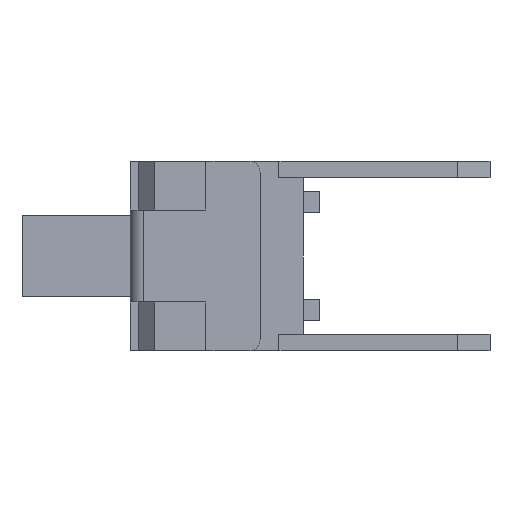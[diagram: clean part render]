
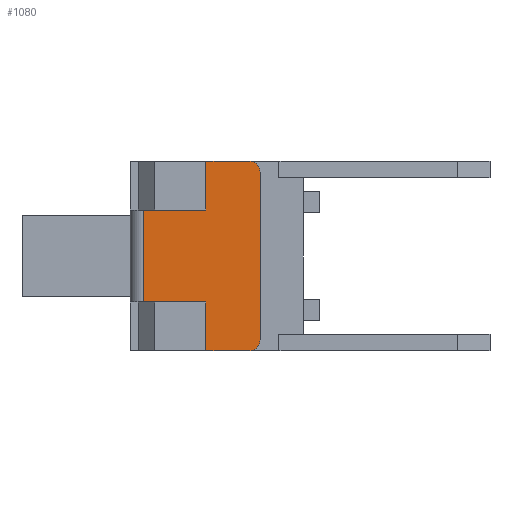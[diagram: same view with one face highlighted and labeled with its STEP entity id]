
A CAD part, left-side view. The second image highlights one B-rep face of the part: STEP entity #1080.
In plain terms, the highlighted planar face has unit normal (-1, 0, 0).
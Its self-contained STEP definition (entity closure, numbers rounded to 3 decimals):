
#23 = VERTEX_POINT ( 'NONE', #3281 ) ;
#58 = EDGE_CURVE ( 'NONE', #2745, #4799, #906, .T. ) ;
#79 = VERTEX_POINT ( 'NONE', #406 ) ;
#125 = EDGE_CURVE ( 'NONE', #4259, #4221, #941, .T. ) ;
#229 = ORIENTED_EDGE ( 'NONE', *, *, #3334, .T. ) ;
#230 = CARTESIAN_POINT ( 'NONE',  ( -4.55, 2.1, -1.75 ) ) ;
#236 = LINE ( 'NONE', #2985, #1952 ) ;
#288 = LINE ( 'NONE', #1336, #420 ) ;
#406 = CARTESIAN_POINT ( 'NONE',  ( -4.55, 1.1, 1.55 ) ) ;
#420 = VECTOR ( 'NONE', #5279, 1000. ) ;
#436 = DIRECTION ( 'NONE',  ( 1., 0., 0. ) ) ;
#458 = EDGE_CURVE ( 'NONE', #4221, #1697, #1354, .T. ) ;
#482 = DIRECTION ( 'NONE',  ( 0., 0., -1. ) ) ;
#508 = CARTESIAN_POINT ( 'NONE',  ( -4.55, 2.1, -0.85 ) ) ;
#540 = AXIS2_PLACEMENT_3D ( 'NONE', #3751, #436, #5025 ) ;
#543 = DIRECTION ( 'NONE',  ( 0., 0., -1. ) ) ;
#606 = CARTESIAN_POINT ( 'NONE',  ( -4.55, 1.3, 1.75 ) ) ;
#653 = ORIENTED_EDGE ( 'NONE', *, *, #458, .T. ) ;
#857 = LINE ( 'NONE', #3744, #1018 ) ;
#882 = AXIS2_PLACEMENT_3D ( 'NONE', #2079, #979, #482 ) ;
#900 = PLANE ( 'NONE',  #540 ) ;
#906 = LINE ( 'NONE', #4454, #2668 ) ;
#941 = LINE ( 'NONE', #230, #4564 ) ;
#979 = DIRECTION ( 'NONE',  ( -1., 0., 0. ) ) ;
#1018 = VECTOR ( 'NONE', #543, 1000. ) ;
#1029 = VERTEX_POINT ( 'NONE', #2047 ) ;
#1080 = ADVANCED_FACE ( 'NONE', ( #5159 ), #900, .F. ) ;
#1092 = EDGE_CURVE ( 'NONE', #1420, #3998, #3411, .T. ) ;
#1336 = CARTESIAN_POINT ( 'NONE',  ( -4.55, 2.1, 1.75 ) ) ;
#1352 = ORIENTED_EDGE ( 'NONE', *, *, #1721, .F. ) ;
#1354 = CIRCLE ( 'NONE', #882, 0.2 ) ;
#1420 = VERTEX_POINT ( 'NONE', #606 ) ;
#1422 = CIRCLE ( 'NONE', #1683, 0.2 ) ;
#1618 = CARTESIAN_POINT ( 'NONE',  ( -4.55, 1.1, -1.55 ) ) ;
#1683 = AXIS2_PLACEMENT_3D ( 'NONE', #3093, #3502, #2193 ) ;
#1697 = VERTEX_POINT ( 'NONE', #1618 ) ;
#1721 = EDGE_CURVE ( 'NONE', #1029, #23, #236, .T. ) ;
#1952 = VECTOR ( 'NONE', #4149, 1000. ) ;
#2047 = CARTESIAN_POINT ( 'NONE',  ( -4.55, 3.25, 0.85 ) ) ;
#2072 = EDGE_CURVE ( 'NONE', #79, #1420, #1422, .T. ) ;
#2079 = CARTESIAN_POINT ( 'NONE',  ( -4.55, 1.3, -1.55 ) ) ;
#2139 = ORIENTED_EDGE ( 'NONE', *, *, #58, .T. ) ;
#2193 = DIRECTION ( 'NONE',  ( 0., 0., -1. ) ) ;
#2514 = ORIENTED_EDGE ( 'NONE', *, *, #4041, .T. ) ;
#2534 = DIRECTION ( 'NONE',  ( 0., 1., 0. ) ) ;
#2629 = VECTOR ( 'NONE', #5275, 1000. ) ;
#2668 = VECTOR ( 'NONE', #2861, 1000. ) ;
#2745 = VERTEX_POINT ( 'NONE', #5158 ) ;
#2823 = EDGE_CURVE ( 'NONE', #1697, #79, #5264, .T. ) ;
#2861 = DIRECTION ( 'NONE',  ( 0., -1., 0. ) ) ;
#2954 = ORIENTED_EDGE ( 'NONE', *, *, #4040, .T. ) ;
#2985 = CARTESIAN_POINT ( 'NONE',  ( -4.55, 3.5, 0.85 ) ) ;
#3042 = CARTESIAN_POINT ( 'NONE',  ( -4.55, 2.1, -0.85 ) ) ;
#3078 = CARTESIAN_POINT ( 'NONE',  ( -4.55, 1.3, -1.75 ) ) ;
#3093 = CARTESIAN_POINT ( 'NONE',  ( -4.55, 1.3, 1.55 ) ) ;
#3281 = CARTESIAN_POINT ( 'NONE',  ( -4.55, 2.1, 0.85 ) ) ;
#3334 = EDGE_CURVE ( 'NONE', #3998, #23, #288, .T. ) ;
#3342 = CARTESIAN_POINT ( 'NONE',  ( -4.55, 1.1, 1.75 ) ) ;
#3387 = VECTOR ( 'NONE', #2534, 1000. ) ;
#3411 = LINE ( 'NONE', #3342, #3387 ) ;
#3433 = ORIENTED_EDGE ( 'NONE', *, *, #125, .T. ) ;
#3441 = CARTESIAN_POINT ( 'NONE',  ( -4.55, 2.1, 1.75 ) ) ;
#3488 = VECTOR ( 'NONE', #3910, 1000. ) ;
#3489 = CARTESIAN_POINT ( 'NONE',  ( -4.55, 2.1, -1.75 ) ) ;
#3502 = DIRECTION ( 'NONE',  ( -1., 0., 0. ) ) ;
#3744 = CARTESIAN_POINT ( 'NONE',  ( -4.55, 3.25, 0.85 ) ) ;
#3751 = CARTESIAN_POINT ( 'NONE',  ( -4.55, 3.5, 0.85 ) ) ;
#3908 = ORIENTED_EDGE ( 'NONE', *, *, #1092, .T. ) ;
#3910 = DIRECTION ( 'NONE',  ( 0., 0., 1. ) ) ;
#3998 = VERTEX_POINT ( 'NONE', #3441 ) ;
#4040 = EDGE_CURVE ( 'NONE', #4799, #4259, #4370, .T. ) ;
#4041 = EDGE_CURVE ( 'NONE', #1029, #2745, #857, .T. ) ;
#4149 = DIRECTION ( 'NONE',  ( 0., -1., 0. ) ) ;
#4221 = VERTEX_POINT ( 'NONE', #3078 ) ;
#4259 = VERTEX_POINT ( 'NONE', #3489 ) ;
#4282 = ORIENTED_EDGE ( 'NONE', *, *, #2072, .T. ) ;
#4370 = LINE ( 'NONE', #508, #2629 ) ;
#4454 = CARTESIAN_POINT ( 'NONE',  ( -4.55, 3.5, -0.85 ) ) ;
#4564 = VECTOR ( 'NONE', #4881, 1000. ) ;
#4799 = VERTEX_POINT ( 'NONE', #3042 ) ;
#4881 = DIRECTION ( 'NONE',  ( 0., -1., 0. ) ) ;
#5025 = DIRECTION ( 'NONE',  ( 0., 0., -1. ) ) ;
#5158 = CARTESIAN_POINT ( 'NONE',  ( -4.55, 3.25, -0.85 ) ) ;
#5159 = FACE_OUTER_BOUND ( 'NONE', #5172, .T. ) ;
#5172 = EDGE_LOOP ( 'NONE', ( #3433, #653, #5179, #4282, #3908, #229, #1352, #2514, #2139, #2954 ) ) ;
#5179 = ORIENTED_EDGE ( 'NONE', *, *, #2823, .T. ) ;
#5193 = CARTESIAN_POINT ( 'NONE',  ( -4.55, 1.1, -1.75 ) ) ;
#5264 = LINE ( 'NONE', #5193, #3488 ) ;
#5275 = DIRECTION ( 'NONE',  ( 0., 0., -1. ) ) ;
#5279 = DIRECTION ( 'NONE',  ( 0., 0., -1. ) ) ;
